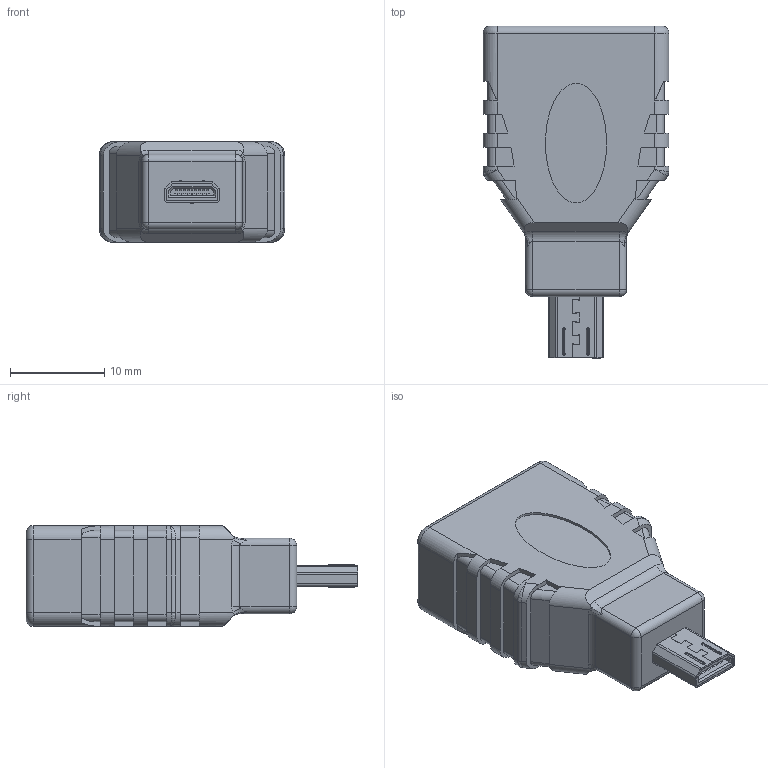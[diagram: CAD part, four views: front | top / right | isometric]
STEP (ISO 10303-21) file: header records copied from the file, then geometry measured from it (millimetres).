
FILE_DESCRIPTION (( 'STEP AP214' ), '1' );
FILE_NAME ('VHC00015.STEP', '2018-04-25T15:52:21', ( '' ), ( '' ), 'SwSTEP 2.0', 'SolidWorks 2017', '' );
FILE_SCHEMA (( 'AUTOMOTIVE_DESIGN' ));
Length unit declared in the file: inch
Products named in the file (8): VHC00015-MA3_WO BACKSHELL; VHC00015-MA3-1; VHC00015-MA3-2; VHC00015-MA2; VHC00015-MA2-1___; VHC00015-MA2-2___; VHC00015-MA1; VHC00015
Assembly tree (7 placements, depth 3):
  VHC00015
    VHC00015-MA1
    VHC00015-MA2
      VHC00015-MA2-2___
      VHC00015-MA2-1___
    VHC00015-MA3_WO BACKSHELL
      VHC00015-MA3-2
      VHC00015-MA3-1
Bounding box: 19.7 x 35.2 x 10.7 mm (x, y, z)
Volume: 4950.5 mm3; surface area: 5475.6 mm2
Topology: 26 solids, 26 shells, 1689 faces, 4707 edges, 3055 vertices
Faces by surface type: plane 1225, cylinder 398, bspline 52, torus 10, sphere 4
Entity records: 64282 total; most frequent: CARTESIAN_POINT 12339, ORIENTED_EDGE 9394, DIRECTION 8491, EDGE_CURVE 4697, LINE 3757, VECTOR 3757, VERTEX_POINT 3055, AXIS2_PLACEMENT_3D 2367
